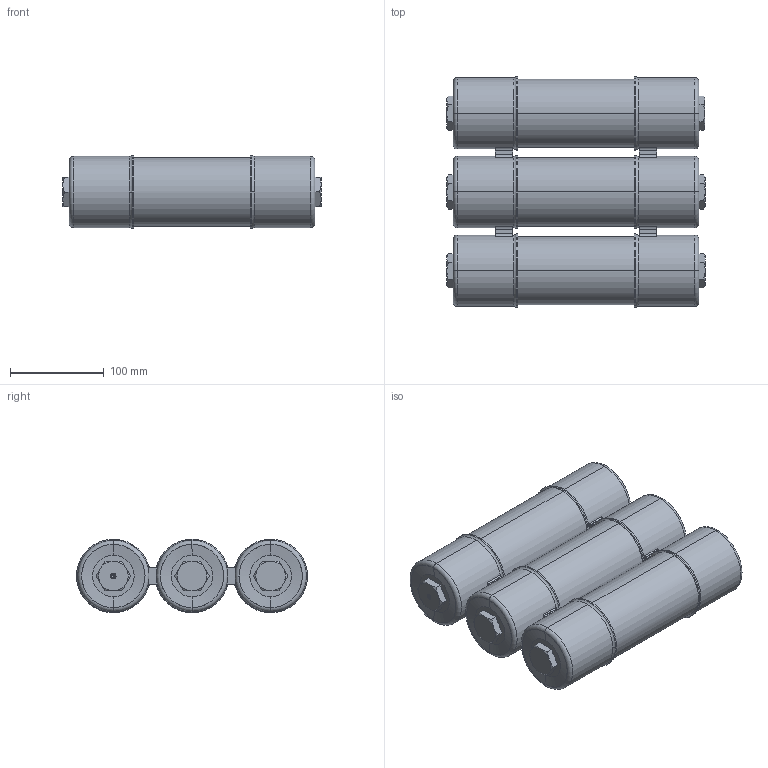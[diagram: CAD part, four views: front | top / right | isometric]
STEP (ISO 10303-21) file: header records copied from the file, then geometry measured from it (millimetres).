
FILE_DESCRIPTION (( 'STEP AP214' ), '1' );
FILE_NAME ('16422.STEP', '2024-06-13T21:28:45', ( '' ), ( '' ), 'SwSTEP 2.0', 'SolidWorks 2021', '' );
FILE_SCHEMA (( 'AUTOMOTIVE_DESIGN' ));
Length unit declared in the file: inch
Products named in the file (1): 16422
Bounding box: 276.1 x 246.99 x 78.74 mm (x, y, z)
Volume: 789555.2 mm3; surface area: 625262.2 mm2
Topology: 34 solids, 34 shells, 775 faces, 1968 edges, 1255 vertices
Faces by surface type: cylinder 314, plane 261, torus 98, cone 96, sphere 6
Entity records: 39342 total; most frequent: CARTESIAN_POINT 10099, ORIENTED_EDGE 3920, DIRECTION 3874, EDGE_CURVE 1960, AXIS2_PLACEMENT_3D 1546, VERTEX_POINT 1251, EDGE_LOOP 893, LENGTH_MEASURE_WITH_UNIT 811
